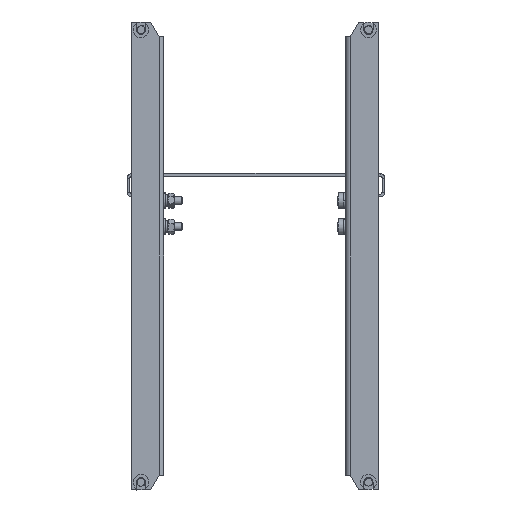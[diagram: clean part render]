
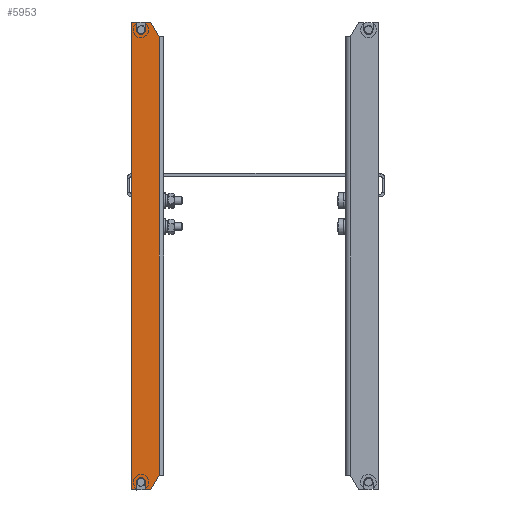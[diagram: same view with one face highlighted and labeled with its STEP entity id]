
A CAD part, left-side view. The second image highlights one B-rep face of the part: STEP entity #5953.
In plain terms, the highlighted face is planar.
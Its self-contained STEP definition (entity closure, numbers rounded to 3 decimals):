
#173 = DIRECTION ( 'NONE',  ( -1., 0., 0. ) ) ;
#186 = LINE ( 'NONE', #6903, #1983 ) ;
#421 = AXIS2_PLACEMENT_3D ( 'NONE', #7672, #6885, #9214 ) ;
#439 = EDGE_CURVE ( 'NONE', #6870, #7836, #5116, .T. ) ;
#466 = DIRECTION ( 'NONE',  ( 1., 0., 0. ) ) ;
#601 = VERTEX_POINT ( 'NONE', #9620 ) ;
#678 = CARTESIAN_POINT ( 'NONE',  ( -180., 12.5, -2. ) ) ;
#717 = ORIENTED_EDGE ( 'NONE', *, *, #8750, .T. ) ;
#734 = CARTESIAN_POINT ( 'NONE',  ( 0., 1.5, -2. ) ) ;
#736 = VERTEX_POINT ( 'NONE', #7625 ) ;
#751 = EDGE_CURVE ( 'NONE', #9222, #7085, #8412, .T. ) ;
#760 = VECTOR ( 'NONE', #8685, 1000. ) ;
#814 = CARTESIAN_POINT ( 'NONE',  ( -180., 1.5, -2. ) ) ;
#815 = CARTESIAN_POINT ( 'NONE',  ( -170.5, 5., -2. ) ) ;
#844 = ORIENTED_EDGE ( 'NONE', *, *, #439, .T. ) ;
#928 = CARTESIAN_POINT ( 'NONE',  ( 174., 1.5, -2. ) ) ;
#951 = ORIENTED_EDGE ( 'NONE', *, *, #9110, .T. ) ;
#990 = VERTEX_POINT ( 'NONE', #3371 ) ;
#1129 = ORIENTED_EDGE ( 'NONE', *, *, #9137, .T. ) ;
#1256 = EDGE_CURVE ( 'NONE', #9222, #6870, #6405, .T. ) ;
#1293 = DIRECTION ( 'NONE',  ( 1., 0., 0. ) ) ;
#1568 = EDGE_CURVE ( 'NONE', #601, #2206, #1676, .T. ) ;
#1614 = VERTEX_POINT ( 'NONE', #928 ) ;
#1674 = DIRECTION ( 'NONE',  ( -1., 0., 0. ) ) ;
#1676 = LINE ( 'NONE', #3299, #2908 ) ;
#1775 = LINE ( 'NONE', #2495, #760 ) ;
#1815 = VERTEX_POINT ( 'NONE', #815 ) ;
#1873 = CARTESIAN_POINT ( 'NONE',  ( 0., 8.5, -2. ) ) ;
#1916 = EDGE_CURVE ( 'NONE', #5491, #736, #186, .T. ) ;
#1983 = VECTOR ( 'NONE', #4705, 1000. ) ;
#2028 = CARTESIAN_POINT ( 'NONE',  ( 180., 12.5, -2. ) ) ;
#2102 = DIRECTION ( 'NONE',  ( 0., 0., 1. ) ) ;
#2144 = CARTESIAN_POINT ( 'NONE',  ( 174., 5., -2. ) ) ;
#2206 = VERTEX_POINT ( 'NONE', #5235 ) ;
#2314 = ORIENTED_EDGE ( 'NONE', *, *, #1916, .T. ) ;
#2325 = VECTOR ( 'NONE', #1293, 1000. ) ;
#2352 = EDGE_CURVE ( 'NONE', #3493, #1815, #9043, .T. ) ;
#2396 = CARTESIAN_POINT ( 'NONE',  ( -168.75, -9., -2. ) ) ;
#2495 = CARTESIAN_POINT ( 'NONE',  ( 180., -2.5, -2. ) ) ;
#2521 = CIRCLE ( 'NONE', #9104, 3.5 ) ;
#2625 = DIRECTION ( 'NONE',  ( -1., 0., 0. ) ) ;
#2908 = VECTOR ( 'NONE', #3894, 1000. ) ;
#3062 = VECTOR ( 'NONE', #4393, 1000. ) ;
#3108 = CARTESIAN_POINT ( 'NONE',  ( -180., 12.5, -2. ) ) ;
#3215 = CARTESIAN_POINT ( 'NONE',  ( -168.75, 12.5, -2. ) ) ;
#3299 = CARTESIAN_POINT ( 'NONE',  ( 180., 12.5, -2. ) ) ;
#3371 = CARTESIAN_POINT ( 'NONE',  ( -180., 8.5, -2. ) ) ;
#3378 = EDGE_CURVE ( 'NONE', #6753, #5491, #4892, .T. ) ;
#3468 = LINE ( 'NONE', #5769, #5497 ) ;
#3472 = VECTOR ( 'NONE', #8828, 1000. ) ;
#3493 = VERTEX_POINT ( 'NONE', #4000 ) ;
#3894 = DIRECTION ( 'NONE',  ( 0., -1., 0. ) ) ;
#3919 = CARTESIAN_POINT ( 'NONE',  ( 168.75, -9., -2. ) ) ;
#4000 = CARTESIAN_POINT ( 'NONE',  ( -174., 1.5, -2. ) ) ;
#4078 = ORIENTED_EDGE ( 'NONE', *, *, #3378, .T. ) ;
#4256 = AXIS2_PLACEMENT_3D ( 'NONE', #6726, #8669, #5629 ) ;
#4331 = VECTOR ( 'NONE', #173, 1000. ) ;
#4386 = DIRECTION ( 'NONE',  ( 0., 0., 1. ) ) ;
#4393 = DIRECTION ( 'NONE',  ( 0., -1., 0. ) ) ;
#4595 = CARTESIAN_POINT ( 'NONE',  ( -180., 12.5, -2. ) ) ;
#4705 = DIRECTION ( 'NONE',  ( -0.866, 0.5, 0. ) ) ;
#4784 = EDGE_CURVE ( 'NONE', #8456, #990, #8592, .T. ) ;
#4892 = LINE ( 'NONE', #9364, #7480 ) ;
#4944 = EDGE_LOOP ( 'NONE', ( #844, #1129, #717, #5893, #6878, #4078, #2314, #951, #9493, #8497, #9427, #6731, #5587, #7001, #7785 ) ) ;
#5024 = EDGE_CURVE ( 'NONE', #1815, #8456, #5503, .T. ) ;
#5062 = LINE ( 'NONE', #678, #3472 ) ;
#5116 = LINE ( 'NONE', #7999, #5513 ) ;
#5235 = CARTESIAN_POINT ( 'NONE',  ( 180., -2.5, -2. ) ) ;
#5356 = AXIS2_PLACEMENT_3D ( 'NONE', #8836, #4386, #8937 ) ;
#5491 = VERTEX_POINT ( 'NONE', #2396 ) ;
#5497 = VECTOR ( 'NONE', #466, 1000. ) ;
#5503 = CIRCLE ( 'NONE', #4256, 3.5 ) ;
#5513 = VECTOR ( 'NONE', #8887, 1000. ) ;
#5587 = ORIENTED_EDGE ( 'NONE', *, *, #8374, .T. ) ;
#5629 = DIRECTION ( 'NONE',  ( 1., 0., 0. ) ) ;
#5769 = CARTESIAN_POINT ( 'NONE',  ( 182., 1.5, -2. ) ) ;
#5893 = ORIENTED_EDGE ( 'NONE', *, *, #1568, .T. ) ;
#5953 = ADVANCED_FACE ( 'NONE', ( #9489 ), #8095, .F. ) ;
#6405 = LINE ( 'NONE', #2028, #3062 ) ;
#6570 = CARTESIAN_POINT ( 'NONE',  ( 174., 8.5, -2. ) ) ;
#6726 = CARTESIAN_POINT ( 'NONE',  ( -174., 5., -2. ) ) ;
#6731 = ORIENTED_EDGE ( 'NONE', *, *, #4784, .T. ) ;
#6739 = CARTESIAN_POINT ( 'NONE',  ( -174., 8.5, -2. ) ) ;
#6753 = VERTEX_POINT ( 'NONE', #3919 ) ;
#6870 = VERTEX_POINT ( 'NONE', #8026 ) ;
#6878 = ORIENTED_EDGE ( 'NONE', *, *, #7589, .T. ) ;
#6885 = DIRECTION ( 'NONE',  ( 0., 0., 1. ) ) ;
#6903 = CARTESIAN_POINT ( 'NONE',  ( -180., -2.5, -2. ) ) ;
#7001 = ORIENTED_EDGE ( 'NONE', *, *, #751, .F. ) ;
#7060 = VECTOR ( 'NONE', #7434, 1000. ) ;
#7085 = VERTEX_POINT ( 'NONE', #3108 ) ;
#7383 = EDGE_CURVE ( 'NONE', #9258, #3493, #8048, .T. ) ;
#7434 = DIRECTION ( 'NONE',  ( 0., 1., 0. ) ) ;
#7480 = VECTOR ( 'NONE', #2625, 1000. ) ;
#7589 = EDGE_CURVE ( 'NONE', #2206, #6753, #1775, .T. ) ;
#7625 = CARTESIAN_POINT ( 'NONE',  ( -180., -2.5, -2. ) ) ;
#7672 = CARTESIAN_POINT ( 'NONE',  ( -174., 5., -2. ) ) ;
#7785 = ORIENTED_EDGE ( 'NONE', *, *, #1256, .T. ) ;
#7836 = VERTEX_POINT ( 'NONE', #6570 ) ;
#7991 = DIRECTION ( 'NONE',  ( -1., 0., 0. ) ) ;
#7999 = CARTESIAN_POINT ( 'NONE',  ( 182., 8.5, -2. ) ) ;
#8026 = CARTESIAN_POINT ( 'NONE',  ( 180., 8.5, -2. ) ) ;
#8048 = LINE ( 'NONE', #734, #2325 ) ;
#8095 = PLANE ( 'NONE',  #5356 ) ;
#8303 = VECTOR ( 'NONE', #1674, 1000. ) ;
#8357 = LINE ( 'NONE', #4595, #7060 ) ;
#8374 = EDGE_CURVE ( 'NONE', #990, #7085, #8357, .T. ) ;
#8412 = LINE ( 'NONE', #3215, #4331 ) ;
#8456 = VERTEX_POINT ( 'NONE', #6739 ) ;
#8497 = ORIENTED_EDGE ( 'NONE', *, *, #2352, .T. ) ;
#8592 = LINE ( 'NONE', #1873, #8303 ) ;
#8669 = DIRECTION ( 'NONE',  ( 0., 0., 1. ) ) ;
#8685 = DIRECTION ( 'NONE',  ( -0.866, -0.5, 0. ) ) ;
#8750 = EDGE_CURVE ( 'NONE', #1614, #601, #3468, .T. ) ;
#8828 = DIRECTION ( 'NONE',  ( 0., 1., 0. ) ) ;
#8836 = CARTESIAN_POINT ( 'NONE',  ( 0., 0., -2. ) ) ;
#8887 = DIRECTION ( 'NONE',  ( -1., 0., 0. ) ) ;
#8928 = CARTESIAN_POINT ( 'NONE',  ( 180., 12.5, -2. ) ) ;
#8937 = DIRECTION ( 'NONE',  ( 1., 0., 0. ) ) ;
#9043 = CIRCLE ( 'NONE', #421, 3.5 ) ;
#9104 = AXIS2_PLACEMENT_3D ( 'NONE', #2144, #2102, #7991 ) ;
#9110 = EDGE_CURVE ( 'NONE', #736, #9258, #5062, .T. ) ;
#9137 = EDGE_CURVE ( 'NONE', #7836, #1614, #2521, .T. ) ;
#9214 = DIRECTION ( 'NONE',  ( 1., 0., 0. ) ) ;
#9222 = VERTEX_POINT ( 'NONE', #8928 ) ;
#9258 = VERTEX_POINT ( 'NONE', #814 ) ;
#9364 = CARTESIAN_POINT ( 'NONE',  ( 168.75, -9., -2. ) ) ;
#9427 = ORIENTED_EDGE ( 'NONE', *, *, #5024, .T. ) ;
#9489 = FACE_OUTER_BOUND ( 'NONE', #4944, .T. ) ;
#9493 = ORIENTED_EDGE ( 'NONE', *, *, #7383, .T. ) ;
#9620 = CARTESIAN_POINT ( 'NONE',  ( 180., 1.5, -2. ) ) ;
